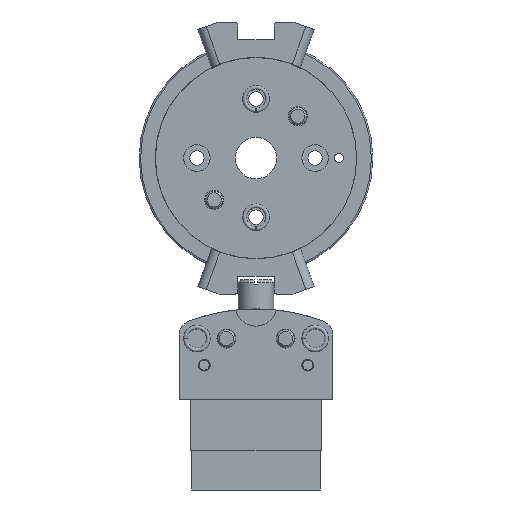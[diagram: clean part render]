
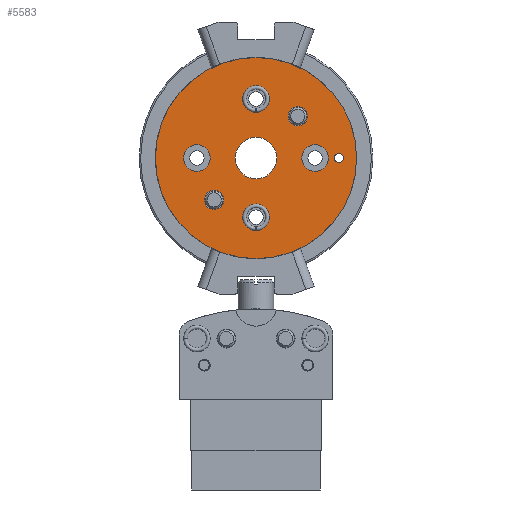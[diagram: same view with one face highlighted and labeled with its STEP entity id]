
A CAD part, front view. The second image highlights one B-rep face of the part: STEP entity #5583.
In plain terms, the highlighted planar face has unit normal (0, -1, 0).
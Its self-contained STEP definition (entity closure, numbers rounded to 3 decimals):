
#169=PLANE('',#6080);
#452=CIRCLE('',#6054,34.);
#470=CIRCLE('',#6081,7.);
#471=CIRCLE('',#6082,4.5);
#472=CIRCLE('',#6083,1.5);
#473=CIRCLE('',#6084,3.25);
#474=CIRCLE('',#6085,3.25);
#475=CIRCLE('',#6086,4.5);
#476=CIRCLE('',#6087,4.5);
#477=CIRCLE('',#6088,4.5);
#776=ORIENTED_EDGE('',*,*,#2297,.F.);
#777=ORIENTED_EDGE('',*,*,#2298,.F.);
#778=ORIENTED_EDGE('',*,*,#2299,.F.);
#779=ORIENTED_EDGE('',*,*,#2300,.F.);
#780=ORIENTED_EDGE('',*,*,#2301,.F.);
#781=ORIENTED_EDGE('',*,*,#2302,.F.);
#782=ORIENTED_EDGE('',*,*,#2303,.F.);
#783=ORIENTED_EDGE('',*,*,#2304,.F.);
#784=ORIENTED_EDGE('',*,*,#2271,.T.);
#2271=EDGE_CURVE('',#3036,#3036,#452,.T.);
#2297=EDGE_CURVE('',#3057,#3057,#470,.T.);
#2298=EDGE_CURVE('',#3058,#3058,#471,.F.);
#2299=EDGE_CURVE('',#3059,#3059,#472,.T.);
#2300=EDGE_CURVE('',#3060,#3060,#473,.T.);
#2301=EDGE_CURVE('',#3061,#3061,#474,.T.);
#2302=EDGE_CURVE('',#3062,#3062,#475,.T.);
#2303=EDGE_CURVE('',#3063,#3063,#476,.T.);
#2304=EDGE_CURVE('',#3064,#3064,#477,.T.);
#3036=VERTEX_POINT('',#8563);
#3057=VERTEX_POINT('',#8627);
#3058=VERTEX_POINT('',#8629);
#3059=VERTEX_POINT('',#8631);
#3060=VERTEX_POINT('',#8633);
#3061=VERTEX_POINT('',#8635);
#3062=VERTEX_POINT('',#8637);
#3063=VERTEX_POINT('',#8639);
#3064=VERTEX_POINT('',#8641);
#4398=EDGE_LOOP('',(#776));
#4399=EDGE_LOOP('',(#777));
#4400=EDGE_LOOP('',(#778));
#4401=EDGE_LOOP('',(#779));
#4402=EDGE_LOOP('',(#780));
#4403=EDGE_LOOP('',(#781));
#4404=EDGE_LOOP('',(#782));
#4405=EDGE_LOOP('',(#783));
#4406=EDGE_LOOP('',(#784));
#4936=FACE_BOUND('',#4398,.T.);
#4937=FACE_BOUND('',#4399,.T.);
#4938=FACE_BOUND('',#4400,.T.);
#4939=FACE_BOUND('',#4401,.T.);
#4940=FACE_BOUND('',#4402,.T.);
#4941=FACE_BOUND('',#4403,.T.);
#4942=FACE_BOUND('',#4404,.T.);
#4943=FACE_BOUND('',#4405,.T.);
#4944=FACE_BOUND('',#4406,.T.);
#5583=ADVANCED_FACE('',(#4936,#4937,#4938,#4939,#4940,#4941,#4942,#4943,
#4944),#169,.F.);
#6054=AXIS2_PLACEMENT_3D('',#8562,#6761,#6762);
#6080=AXIS2_PLACEMENT_3D('',#8625,#6819,#6820);
#6081=AXIS2_PLACEMENT_3D('',#8626,#6821,#6822);
#6082=AXIS2_PLACEMENT_3D('',#8628,#6823,#6824);
#6083=AXIS2_PLACEMENT_3D('',#8630,#6825,#6826);
#6084=AXIS2_PLACEMENT_3D('',#8632,#6827,#6828);
#6085=AXIS2_PLACEMENT_3D('',#8634,#6829,#6830);
#6086=AXIS2_PLACEMENT_3D('',#8636,#6831,#6832);
#6087=AXIS2_PLACEMENT_3D('',#8638,#6833,#6834);
#6088=AXIS2_PLACEMENT_3D('',#8640,#6835,#6836);
#6761=DIRECTION('',(0.,-1.,0.));
#6762=DIRECTION('',(0.,0.,-1.));
#6819=DIRECTION('',(0.,1.,0.));
#6820=DIRECTION('',(0.,0.,1.));
#6821=DIRECTION('',(0.,-1.,0.));
#6822=DIRECTION('',(0.,0.,-1.));
#6823=DIRECTION('',(0.,1.,0.));
#6824=DIRECTION('',(0.,0.,1.));
#6825=DIRECTION('',(0.,-1.,0.));
#6826=DIRECTION('',(0.,0.,-1.));
#6827=DIRECTION('',(0.,-1.,0.));
#6828=DIRECTION('',(0.,0.,-1.));
#6829=DIRECTION('',(0.,-1.,0.));
#6830=DIRECTION('',(0.,0.,-1.));
#6831=DIRECTION('',(0.,-1.,0.));
#6832=DIRECTION('',(0.,0.,-1.));
#6833=DIRECTION('',(0.,-1.,0.));
#6834=DIRECTION('',(0.,0.,-1.));
#6835=DIRECTION('',(0.,-1.,0.));
#6836=DIRECTION('',(0.,0.,-1.));
#8562=CARTESIAN_POINT('',(0.,0.,0.));
#8563=CARTESIAN_POINT('',(0.,0.,-34.));
#8625=CARTESIAN_POINT('',(34.,0.,0.));
#8626=CARTESIAN_POINT('',(0.,0.,0.));
#8627=CARTESIAN_POINT('',(0.,0.,-7.));
#8628=CARTESIAN_POINT('',(20.,0.,0.));
#8629=CARTESIAN_POINT('',(20.,0.,4.5));
#8630=CARTESIAN_POINT('',(0.,0.,-28.));
#8631=CARTESIAN_POINT('',(0.,0.,-29.5));
#8632=CARTESIAN_POINT('',(-14.142,0.,14.142));
#8633=CARTESIAN_POINT('',(-14.142,0.,10.892));
#8634=CARTESIAN_POINT('',(14.142,0.,-14.142));
#8635=CARTESIAN_POINT('',(14.142,0.,-17.392));
#8636=CARTESIAN_POINT('',(0.,0.,20.));
#8637=CARTESIAN_POINT('',(0.,0.,15.5));
#8638=CARTESIAN_POINT('',(0.,0.,-20.));
#8639=CARTESIAN_POINT('',(0.,0.,-24.5));
#8640=CARTESIAN_POINT('',(-20.,0.,0.));
#8641=CARTESIAN_POINT('',(-20.,0.,-4.5));
